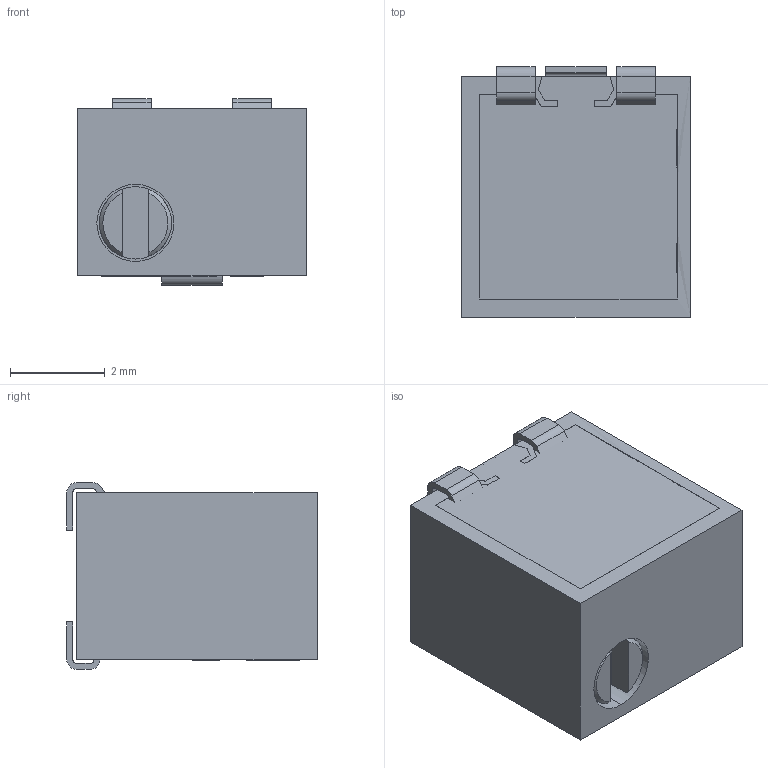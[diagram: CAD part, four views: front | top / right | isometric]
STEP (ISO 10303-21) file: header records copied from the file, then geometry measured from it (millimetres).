
FILE_DESCRIPTION (( 'STEP AP214' ), '1' );
FILE_NAME ('3224W(Bourns).STEP', '2020-02-02T13:20:42', ( '' ), ( '' ), 'SwSTEP 2.0', 'SolidWorks 2018', '' );
FILE_SCHEMA (( 'AUTOMOTIVE_DESIGN' ));
Length unit declared in the file: millimetre
Products named in the file (1): 3224W(Bourns)
Bounding box: 4.83 x 5.28 x 3.94 mm (x, y, z)
Volume: 30.2 mm3; surface area: 245.6 mm2
Topology: 12 solids, 12 shells, 286 faces, 768 edges, 508 vertices
Faces by surface type: plane 185, bspline 71, cylinder 26, cone 4
Entity records: 12521 total; most frequent: CARTESIAN_POINT 2498, ORIENTED_EDGE 1536, DIRECTION 1114, EDGE_CURVE 768, VECTOR 562, LINE 562, VERTEX_POINT 508, UNCERTAINTY_MEASURE_WITH_UNIT 300
